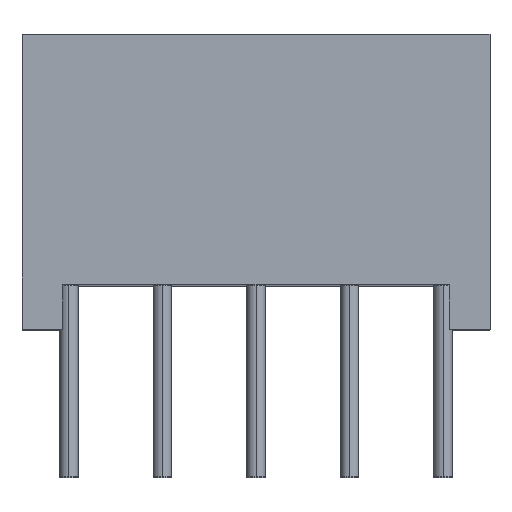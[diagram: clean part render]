
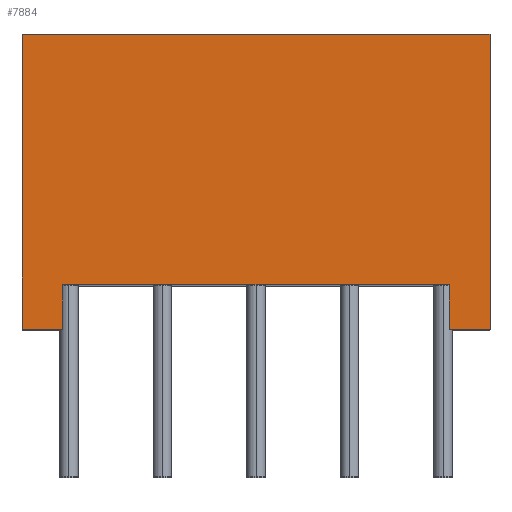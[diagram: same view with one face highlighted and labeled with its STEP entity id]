
A CAD part, top view. The second image highlights one B-rep face of the part: STEP entity #7884.
In plain terms, the highlighted planar face has unit normal (0, 0, 1).
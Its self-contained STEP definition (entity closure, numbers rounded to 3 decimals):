
#933 = EDGE_LOOP ( 'NONE', ( #2293, #2294, #2295, #2292, #2296, #2297, #2298, #2300 ) ) ;
#2292 = ORIENTED_EDGE ( 'NONE', *, *, #6093, .T. ) ;
#2293 = ORIENTED_EDGE ( 'NONE', *, *, #6106, .F. ) ;
#2294 = ORIENTED_EDGE ( 'NONE', *, *, #2713, .F. ) ;
#2295 = ORIENTED_EDGE ( 'NONE', *, *, #6155, .F. ) ;
#2296 = ORIENTED_EDGE ( 'NONE', *, *, #6162, .T. ) ;
#2297 = ORIENTED_EDGE ( 'NONE', *, *, #6129, .F. ) ;
#2298 = ORIENTED_EDGE ( 'NONE', *, *, #6163, .F. ) ;
#2300 = ORIENTED_EDGE ( 'NONE', *, *, #6151, .T. ) ;
#2713 = EDGE_CURVE ( 'NONE', #4809, #4810, #11162, .T. ) ;
#3487 = FACE_OUTER_BOUND ( 'NONE', #933, .T. ) ;
#3493 = AXIS2_PLACEMENT_3D ( 'NONE', #9929, #9930, #9931 ) ;
#4587 = VERTEX_POINT ( 'NONE', #11269 ) ;
#4588 = VERTEX_POINT ( 'NONE', #11270 ) ;
#4596 = VERTEX_POINT ( 'NONE', #11278 ) ;
#4617 = VERTEX_POINT ( 'NONE', #11299 ) ;
#4618 = VERTEX_POINT ( 'NONE', #11300 ) ;
#4639 = VERTEX_POINT ( 'NONE', #11321 ) ;
#4809 = VERTEX_POINT ( 'NONE', #5074 ) ;
#4810 = VERTEX_POINT ( 'NONE', #5075 ) ;
#5074 = CARTESIAN_POINT ( 'NONE',  ( 5.25, -6.8, 9.525 ) ) ;
#5075 = CARTESIAN_POINT ( 'NONE',  ( -5.25, -6.8, 9.525 ) ) ;
#6093 = EDGE_CURVE ( 'NONE', #4588, #4587, #9186, .T. ) ;
#6106 = EDGE_CURVE ( 'NONE', #4810, #4596, #9225, .T. ) ;
#6129 = EDGE_CURVE ( 'NONE', #4617, #4618, #9294, .T. ) ;
#6151 = EDGE_CURVE ( 'NONE', #4639, #4596, #9360, .T. ) ;
#6155 = EDGE_CURVE ( 'NONE', #4588, #4809, #9372, .T. ) ;
#6162 = EDGE_CURVE ( 'NONE', #4587, #4618, #9393, .T. ) ;
#6163 = EDGE_CURVE ( 'NONE', #4639, #4617, #9396, .T. ) ;
#7884 = ADVANCED_FACE ( 'NONE', ( #3487 ), #9928, .T. ) ;
#7966 = VECTOR ( 'NONE', #11164, 1000. ) ;
#9186 = LINE ( 'NONE', #9187, #12475 ) ;
#9187 = CARTESIAN_POINT ( 'NONE',  ( -6.35, -8., 9.525 ) ) ;
#9188 = DIRECTION ( 'NONE',  ( 1., 0., 0. ) ) ;
#9225 = LINE ( 'NONE', #9226, #12488 ) ;
#9226 = CARTESIAN_POINT ( 'NONE',  ( -5.25, -4., 9.525 ) ) ;
#9227 = DIRECTION ( 'NONE',  ( 0., -1., 0. ) ) ;
#9294 = LINE ( 'NONE', #9295, #12512 ) ;
#9295 = CARTESIAN_POINT ( 'NONE',  ( -6.35, 0., 9.525 ) ) ;
#9296 = DIRECTION ( 'NONE',  ( 1., 0., 0. ) ) ;
#9360 = LINE ( 'NONE', #9361, #12535 ) ;
#9361 = CARTESIAN_POINT ( 'NONE',  ( -6.35, -8., 9.525 ) ) ;
#9362 = DIRECTION ( 'NONE',  ( 1., 0., 0. ) ) ;
#9372 = LINE ( 'NONE', #9373, #12539 ) ;
#9373 = CARTESIAN_POINT ( 'NONE',  ( 5.25, -4., 9.525 ) ) ;
#9374 = DIRECTION ( 'NONE',  ( 0., 1., 0. ) ) ;
#9393 = LINE ( 'NONE', #9394, #12546 ) ;
#9394 = CARTESIAN_POINT ( 'NONE',  ( 6.35, -8., 9.525 ) ) ;
#9395 = DIRECTION ( 'NONE',  ( 0., 1., 0. ) ) ;
#9396 = LINE ( 'NONE', #9397, #12547 ) ;
#9397 = CARTESIAN_POINT ( 'NONE',  ( -6.35, -8., 9.525 ) ) ;
#9398 = DIRECTION ( 'NONE',  ( 0., 1., 0. ) ) ;
#9928 = PLANE ( 'NONE',  #3493 ) ;
#9929 = CARTESIAN_POINT ( 'NONE',  ( -6.35, -8., 9.525 ) ) ;
#9930 = DIRECTION ( 'NONE',  ( 0., 0., 1. ) ) ;
#9931 = DIRECTION ( 'NONE',  ( 1., 0., 0. ) ) ;
#11162 = LINE ( 'NONE', #11163, #7966 ) ;
#11163 = CARTESIAN_POINT ( 'NONE',  ( -11.816, -6.8, 9.525 ) ) ;
#11164 = DIRECTION ( 'NONE',  ( -1., 0., 0. ) ) ;
#11269 = CARTESIAN_POINT ( 'NONE',  ( 6.35, -8., 9.525 ) ) ;
#11270 = CARTESIAN_POINT ( 'NONE',  ( 5.25, -8., 9.525 ) ) ;
#11278 = CARTESIAN_POINT ( 'NONE',  ( -5.25, -8., 9.525 ) ) ;
#11299 = CARTESIAN_POINT ( 'NONE',  ( -6.35, 0., 9.525 ) ) ;
#11300 = CARTESIAN_POINT ( 'NONE',  ( 6.35, 0., 9.525 ) ) ;
#11321 = CARTESIAN_POINT ( 'NONE',  ( -6.35, -8., 9.525 ) ) ;
#12475 = VECTOR ( 'NONE', #9188, 1000. ) ;
#12488 = VECTOR ( 'NONE', #9227, 1000. ) ;
#12512 = VECTOR ( 'NONE', #9296, 1000. ) ;
#12535 = VECTOR ( 'NONE', #9362, 1000. ) ;
#12539 = VECTOR ( 'NONE', #9374, 1000. ) ;
#12546 = VECTOR ( 'NONE', #9395, 1000. ) ;
#12547 = VECTOR ( 'NONE', #9398, 1000. ) ;
